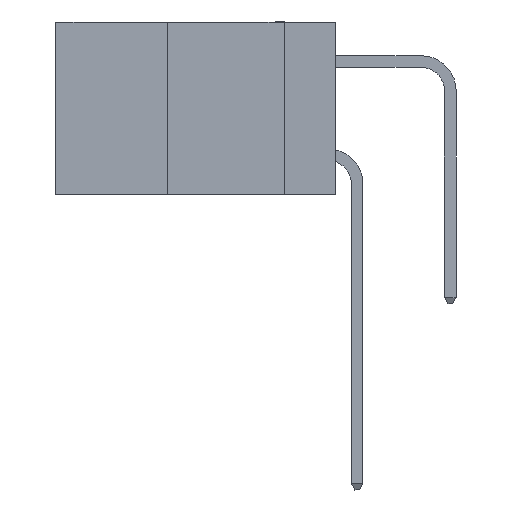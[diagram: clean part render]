
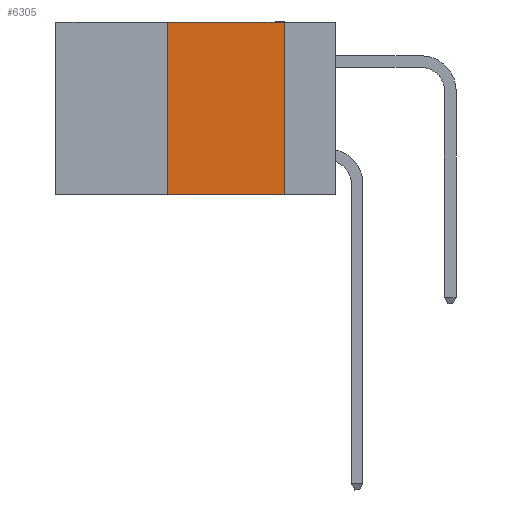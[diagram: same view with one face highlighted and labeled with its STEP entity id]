
A CAD part, left-side view. The second image highlights one B-rep face of the part: STEP entity #6305.
In plain terms, the highlighted planar face has unit normal (-1, 0, 0).
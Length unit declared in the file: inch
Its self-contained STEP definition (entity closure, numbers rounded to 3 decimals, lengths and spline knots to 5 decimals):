
#250 = DIRECTION ( 'NONE',  ( 0., 0., -1. ) ) ;
#1072 = CARTESIAN_POINT ( 'NONE',  ( 0., 0.36, 0. ) ) ;
#1583 = CARTESIAN_POINT ( 'NONE',  ( 0., 0.6, 0. ) ) ;
#2216 = CARTESIAN_POINT ( 'NONE',  ( 0., 0.36, 0. ) ) ;
#4550 = DIRECTION ( 'NONE',  ( 0., -1., 0. ) ) ;
#4663 = ORIENTED_EDGE ( 'NONE', *, *, #30349, .F. ) ;
#4733 = FACE_OUTER_BOUND ( 'NONE', #22224, .T. ) ;
#5100 = CARTESIAN_POINT ( 'NONE',  ( 0., 0.6, -0.37 ) ) ;
#6117 = CARTESIAN_POINT ( 'NONE',  ( 0., 0.36, -0.37 ) ) ;
#6305 = ADVANCED_FACE ( 'NONE', ( #4733 ), #11945, .F. ) ;
#7571 = AXIS2_PLACEMENT_3D ( 'NONE', #26457, #23755, #250 ) ;
#7879 = LINE ( 'NONE', #24107, #30362 ) ;
#8742 = VERTEX_POINT ( 'NONE', #6117 ) ;
#9085 = VECTOR ( 'NONE', #37785, 39.37008 ) ;
#10563 = LINE ( 'NONE', #1072, #15610 ) ;
#10772 = VERTEX_POINT ( 'NONE', #2216 ) ;
#10911 = ORIENTED_EDGE ( 'NONE', *, *, #34957, .F. ) ;
#11393 = EDGE_CURVE ( 'NONE', #8742, #21588, #23297, .T. ) ;
#11945 = PLANE ( 'NONE',  #7571 ) ;
#15610 = VECTOR ( 'NONE', #33033, 39.37008 ) ;
#17018 = LINE ( 'NONE', #1583, #36717 ) ;
#21588 = VERTEX_POINT ( 'NONE', #24137 ) ;
#22224 = EDGE_LOOP ( 'NONE', ( #33613, #10911, #4663, #23440 ) ) ;
#22887 = VERTEX_POINT ( 'NONE', #34075 ) ;
#23297 = LINE ( 'NONE', #5100, #9085 ) ;
#23440 = ORIENTED_EDGE ( 'NONE', *, *, #11393, .T. ) ;
#23755 = DIRECTION ( 'NONE',  ( 1., 0., 0. ) ) ;
#24107 = CARTESIAN_POINT ( 'NONE',  ( 0., 0.11, 0. ) ) ;
#24137 = CARTESIAN_POINT ( 'NONE',  ( 0., 0.11, -0.37 ) ) ;
#26457 = CARTESIAN_POINT ( 'NONE',  ( 0., 0.6, 0. ) ) ;
#27190 = DIRECTION ( 'NONE',  ( 0., 0., -1. ) ) ;
#29677 = EDGE_CURVE ( 'NONE', #22887, #21588, #7879, .T. ) ;
#30349 = EDGE_CURVE ( 'NONE', #8742, #10772, #10563, .T. ) ;
#30362 = VECTOR ( 'NONE', #27190, 39.37008 ) ;
#33033 = DIRECTION ( 'NONE',  ( 0., 0., 1. ) ) ;
#33613 = ORIENTED_EDGE ( 'NONE', *, *, #29677, .F. ) ;
#34075 = CARTESIAN_POINT ( 'NONE',  ( 0., 0.11, 0. ) ) ;
#34957 = EDGE_CURVE ( 'NONE', #10772, #22887, #17018, .T. ) ;
#36717 = VECTOR ( 'NONE', #4550, 39.37008 ) ;
#37785 = DIRECTION ( 'NONE',  ( 0., -1., 0. ) ) ;
